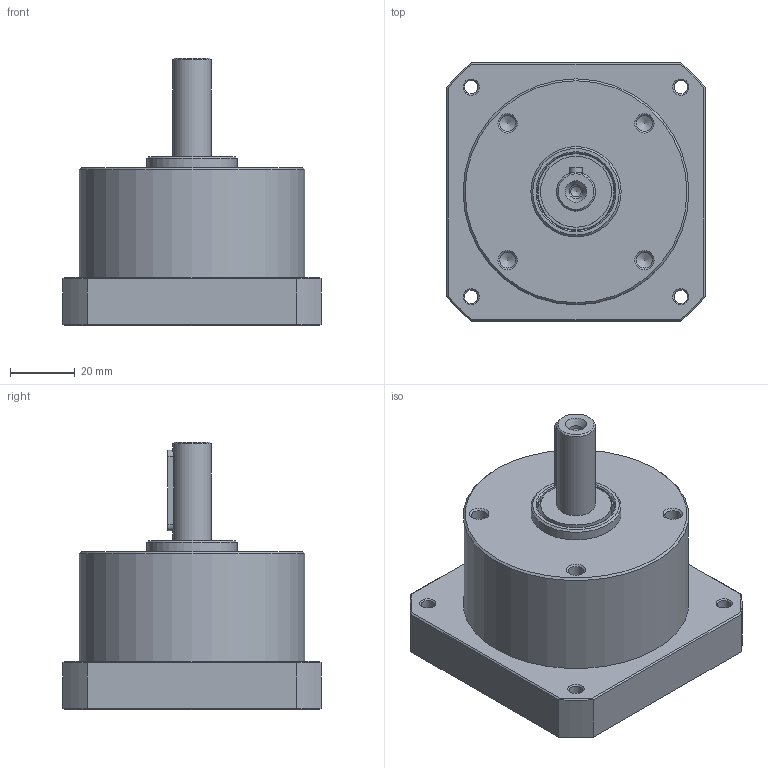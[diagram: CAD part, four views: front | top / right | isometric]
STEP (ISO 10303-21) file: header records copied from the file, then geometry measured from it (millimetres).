
FILE_DESCRIPTION(/* description */ ('STEP AP214'),/* implementation_level */ '2;1');
FILE_NAME(/* name */ '164236_FLSM-25-R',/* time_stamp */ '2024-08-28T14:17:54+02:00',/* author */ ('License CC BY-ND 4.0'),/* organization */ ('CADENAS'),/* preprocessor_version */ 'ST-DEVELOPER v19.3',/* originating_system */ 'PARTsolutions',/* authorisation */ ' ');
FILE_SCHEMA (('AUTOMOTIVE_DESIGN {1 0 10303 214 3 1 1}'));
Length unit declared in the file: millimetre
Products named in the file (3): 164236 FLSM-25-R; 164231 FLSM-25; 164231 FLSM-25w
Assembly tree (2 placements, depth 2):
  164236 FLSM-25-R
    164231 FLSM-25
    164231 FLSM-25w
Bounding box: 80 x 80 x 83 mm (x, y, z)
Volume: 216633.2 mm3; surface area: 41191.2 mm2
Topology: 2 solids, 2 shells, 96 faces, 200 edges, 119 vertices
Faces by surface type: cone 33, plane 32, cylinder 28, torus 3
Full cylindrical faces by diameter (mm): 3.242 x1, 4.134 x4, 4.3 x1, 4.917 x4, 12 x1, 22 x2, 24 x2, 24.8 x1, 28 x1, 31 x1, 37 x2, 70 x1
Entity records: 2388 total; most frequent: CARTESIAN_POINT 438, DIRECTION 408, ORIENTED_EDGE 296, AXIS2_PLACEMENT_3D 183, FACE_BOUND 169, EDGE_LOOP 164, EDGE_CURVE 148, VERTEX_POINT 119
